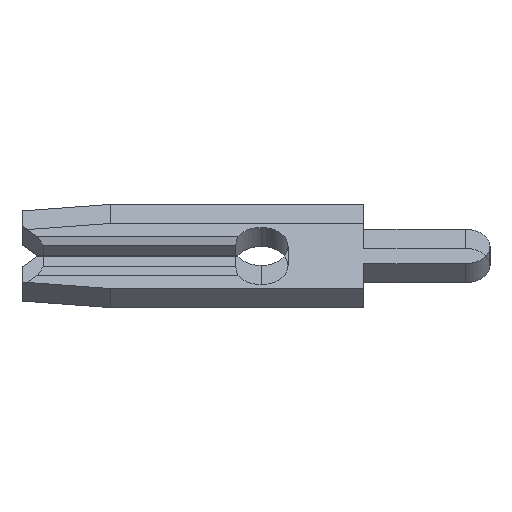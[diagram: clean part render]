
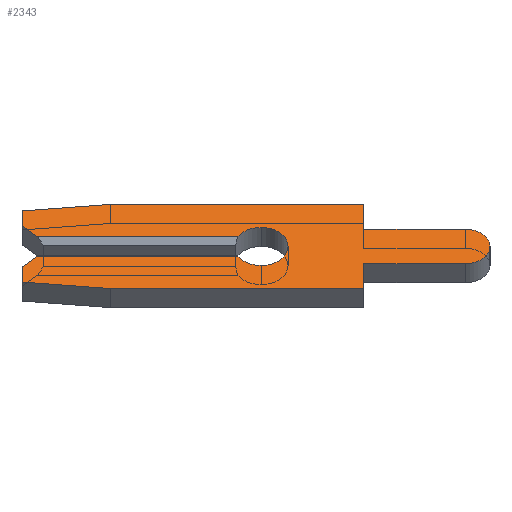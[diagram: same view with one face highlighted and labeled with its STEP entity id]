
A CAD part, left-side view. The second image highlights one B-rep face of the part: STEP entity #2343.
In plain terms, the highlighted face is planar.
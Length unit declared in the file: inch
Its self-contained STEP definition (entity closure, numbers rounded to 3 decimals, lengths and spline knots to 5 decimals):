
#4 = VECTOR ( 'NONE', #55, 39.37008 ) ;
#24 = EDGE_CURVE ( 'NONE', #234, #2246, #857, .T. ) ;
#43 = EDGE_CURVE ( 'NONE', #660, #290, #354, .T. ) ;
#55 = DIRECTION ( 'NONE',  ( 0., -0.995, 0.105 ) ) ;
#75 = DIRECTION ( 'NONE',  ( 1., 0., 0. ) ) ;
#83 = CARTESIAN_POINT ( 'NONE',  ( -0.013, 0., 0. ) ) ;
#87 = ORIENTED_EDGE ( 'NONE', *, *, #966, .F. ) ;
#104 = CARTESIAN_POINT ( 'NONE',  ( -0.013, -0.099, -0.0575 ) ) ;
#107 = EDGE_CURVE ( 'NONE', #290, #2182, #338, .T. ) ;
#119 = ORIENTED_EDGE ( 'NONE', *, *, #107, .F. ) ;
#152 = CARTESIAN_POINT ( 'NONE',  ( -0.013, 0.231, 0.04857 ) ) ;
#169 = VERTEX_POINT ( 'NONE', #2535 ) ;
#177 = CARTESIAN_POINT ( 'NONE',  ( -0.013, -0.099, 0.0235 ) ) ;
#193 = ORIENTED_EDGE ( 'NONE', *, *, #2415, .F. ) ;
#194 = CIRCLE ( 'NONE', #716, 0.026 ) ;
#211 = LINE ( 'NONE', #1962, #767 ) ;
#234 = VERTEX_POINT ( 'NONE', #240 ) ;
#240 = CARTESIAN_POINT ( 'NONE',  ( -0.013, 0.146, -0.0575 ) ) ;
#242 = LINE ( 'NONE', #929, #2231 ) ;
#262 = ORIENTED_EDGE ( 'NONE', *, *, #615, .F. ) ;
#281 = VECTOR ( 'NONE', #613, 39.37008 ) ;
#290 = VERTEX_POINT ( 'NONE', #1975 ) ;
#297 = VERTEX_POINT ( 'NONE', #1606 ) ;
#304 = EDGE_CURVE ( 'NONE', #1016, #574, #1368, .T. ) ;
#310 = CARTESIAN_POINT ( 'NONE',  ( -0.013, 0.146, 0.0575 ) ) ;
#316 = PLANE ( 'NONE',  #851 ) ;
#338 = CIRCLE ( 'NONE', #349, 0.0235 ) ;
#348 = EDGE_CURVE ( 'NONE', #793, #1602, #1564, .T. ) ;
#349 = AXIS2_PLACEMENT_3D ( 'NONE', #890, #1503, #465 ) ;
#354 = LINE ( 'NONE', #2618, #1913 ) ;
#362 = CARTESIAN_POINT ( 'NONE',  ( -0.013, 0.231, 0.013 ) ) ;
#386 = ORIENTED_EDGE ( 'NONE', *, *, #304, .T. ) ;
#429 = DIRECTION ( 'NONE',  ( 0., 0., 1. ) ) ;
#436 = VECTOR ( 'NONE', #1886, 39.37008 ) ;
#465 = DIRECTION ( 'NONE',  ( 0., 0., 1. ) ) ;
#511 = VECTOR ( 'NONE', #429, 39.37008 ) ;
#545 = VECTOR ( 'NONE', #2380, 39.37008 ) ;
#549 = CARTESIAN_POINT ( 'NONE',  ( -0.013, 0., -0.026 ) ) ;
#574 = VERTEX_POINT ( 'NONE', #2364 ) ;
#613 = DIRECTION ( 'NONE',  ( 0., 0.707, 0.707 ) ) ;
#614 = LINE ( 'NONE', #2148, #4 ) ;
#615 = EDGE_CURVE ( 'NONE', #2182, #169, #242, .T. ) ;
#630 = ORIENTED_EDGE ( 'NONE', *, *, #1814, .F. ) ;
#646 = CARTESIAN_POINT ( 'NONE',  ( -0.013, 0.231, -0.028 ) ) ;
#655 = VERTEX_POINT ( 'NONE', #770 ) ;
#660 = VERTEX_POINT ( 'NONE', #177 ) ;
#665 = VECTOR ( 'NONE', #2099, 39.37008 ) ;
#677 = EDGE_CURVE ( 'NONE', #843, #2483, #211, .T. ) ;
#716 = AXIS2_PLACEMENT_3D ( 'NONE', #1630, #1416, #2002 ) ;
#736 = VECTOR ( 'NONE', #1715, 39.37008 ) ;
#737 = CARTESIAN_POINT ( 'NONE',  ( -0.013, 0.231, -0.04857 ) ) ;
#738 = FACE_OUTER_BOUND ( 'NONE', #1271, .T. ) ;
#740 = CARTESIAN_POINT ( 'NONE',  ( -0.013, -0.1975, -0.0235 ) ) ;
#767 = VECTOR ( 'NONE', #1642, 39.37008 ) ;
#770 = CARTESIAN_POINT ( 'NONE',  ( -0.013, 0.146, 0.0575 ) ) ;
#793 = VERTEX_POINT ( 'NONE', #1020 ) ;
#799 = LINE ( 'NONE', #1110, #736 ) ;
#843 = VERTEX_POINT ( 'NONE', #1652 ) ;
#851 = AXIS2_PLACEMENT_3D ( 'NONE', #1385, #75, #1345 ) ;
#857 = LINE ( 'NONE', #1688, #665 ) ;
#883 = EDGE_CURVE ( 'NONE', #1016, #843, #1402, .T. ) ;
#887 = ORIENTED_EDGE ( 'NONE', *, *, #2122, .F. ) ;
#890 = CARTESIAN_POINT ( 'NONE',  ( -0.013, -0.1975, 0. ) ) ;
#893 = LINE ( 'NONE', #1695, #924 ) ;
#924 = VECTOR ( 'NONE', #1075, 39.37008 ) ;
#925 = DIRECTION ( 'NONE',  ( 0., 0., -1. ) ) ;
#929 = CARTESIAN_POINT ( 'NONE',  ( -0.013, -0.099, -0.0235 ) ) ;
#934 = CARTESIAN_POINT ( 'NONE',  ( -0.013, 0., -0.013 ) ) ;
#966 = EDGE_CURVE ( 'NONE', #2246, #1126, #1689, .T. ) ;
#987 = LINE ( 'NONE', #1257, #436 ) ;
#1002 = LINE ( 'NONE', #2125, #1071 ) ;
#1016 = VERTEX_POINT ( 'NONE', #2075 ) ;
#1020 = CARTESIAN_POINT ( 'NONE',  ( -0.013, 0.216, -0.013 ) ) ;
#1033 = CIRCLE ( 'NONE', #1476, 0.026 ) ;
#1071 = VECTOR ( 'NONE', #1132, 39.37008 ) ;
#1075 = DIRECTION ( 'NONE',  ( 0., 0., -1. ) ) ;
#1110 = CARTESIAN_POINT ( 'NONE',  ( -0.013, -0.099, 0.0575 ) ) ;
#1126 = VERTEX_POINT ( 'NONE', #646 ) ;
#1132 = DIRECTION ( 'NONE',  ( 0., -0.707, 0.707 ) ) ;
#1243 = DIRECTION ( 'NONE',  ( 0., -1., 0. ) ) ;
#1245 = EDGE_CURVE ( 'NONE', #2301, #234, #987, .T. ) ;
#1257 = CARTESIAN_POINT ( 'NONE',  ( -0.013, 0.146, -0.0575 ) ) ;
#1271 = EDGE_LOOP ( 'NONE', ( #386, #1964, #2112, #193, #1895, #630, #87, #2611, #1730, #1667, #262, #119, #1702, #2363, #887, #2453, #2220, #2077 ) ) ;
#1286 = CARTESIAN_POINT ( 'NONE',  ( -0.013, -0.099, 0.0575 ) ) ;
#1337 = VECTOR ( 'NONE', #2023, 39.37008 ) ;
#1345 = DIRECTION ( 'NONE',  ( 0., 0., -1. ) ) ;
#1368 = LINE ( 'NONE', #362, #1337 ) ;
#1385 = CARTESIAN_POINT ( 'NONE',  ( -0.013, 0., 0. ) ) ;
#1391 = EDGE_CURVE ( 'NONE', #169, #2301, #893, .T. ) ;
#1402 = LINE ( 'NONE', #1633, #281 ) ;
#1407 = CARTESIAN_POINT ( 'NONE',  ( -0.013, 0., 0. ) ) ;
#1416 = DIRECTION ( 'NONE',  ( -1., 0., 0. ) ) ;
#1432 = VECTOR ( 'NONE', #1954, 39.37008 ) ;
#1476 = AXIS2_PLACEMENT_3D ( 'NONE', #83, #2374, #925 ) ;
#1503 = DIRECTION ( 'NONE',  ( 1., 0., 0. ) ) ;
#1540 = VERTEX_POINT ( 'NONE', #1286 ) ;
#1564 = LINE ( 'NONE', #934, #1432 ) ;
#1602 = VERTEX_POINT ( 'NONE', #1871 ) ;
#1606 = CARTESIAN_POINT ( 'NONE',  ( -0.013, 0., 0.026 ) ) ;
#1630 = CARTESIAN_POINT ( 'NONE',  ( -0.013, 0., 0. ) ) ;
#1633 = CARTESIAN_POINT ( 'NONE',  ( -0.013, 0.2105, 0.0075 ) ) ;
#1642 = DIRECTION ( 'NONE',  ( 0., 0., 1. ) ) ;
#1652 = CARTESIAN_POINT ( 'NONE',  ( -0.013, 0.231, 0.028 ) ) ;
#1667 = ORIENTED_EDGE ( 'NONE', *, *, #1391, .F. ) ;
#1688 = CARTESIAN_POINT ( 'NONE',  ( -0.013, 0.231, -0.04857 ) ) ;
#1689 = LINE ( 'NONE', #2306, #511 ) ;
#1695 = CARTESIAN_POINT ( 'NONE',  ( -0.013, -0.099, -0.0575 ) ) ;
#1702 = ORIENTED_EDGE ( 'NONE', *, *, #43, .F. ) ;
#1715 = DIRECTION ( 'NONE',  ( 0., 0., -1. ) ) ;
#1730 = ORIENTED_EDGE ( 'NONE', *, *, #1245, .F. ) ;
#1814 = EDGE_CURVE ( 'NONE', #1126, #793, #1002, .T. ) ;
#1826 = DIRECTION ( 'NONE',  ( -1., 0., 0. ) ) ;
#1831 = EDGE_CURVE ( 'NONE', #2483, #655, #614, .T. ) ;
#1864 = AXIS2_PLACEMENT_3D ( 'NONE', #1407, #1826, #2467 ) ;
#1871 = CARTESIAN_POINT ( 'NONE',  ( -0.013, 0.02252, -0.013 ) ) ;
#1875 = EDGE_CURVE ( 'NONE', #1540, #660, #799, .T. ) ;
#1886 = DIRECTION ( 'NONE',  ( 0., 1., 0. ) ) ;
#1895 = ORIENTED_EDGE ( 'NONE', *, *, #348, .F. ) ;
#1913 = VECTOR ( 'NONE', #1243, 39.37008 ) ;
#1954 = DIRECTION ( 'NONE',  ( 0., -1., 0. ) ) ;
#1962 = CARTESIAN_POINT ( 'NONE',  ( -0.013, 0.231, 0.028 ) ) ;
#1964 = ORIENTED_EDGE ( 'NONE', *, *, #2157, .F. ) ;
#1975 = CARTESIAN_POINT ( 'NONE',  ( -0.013, -0.1975, 0.0235 ) ) ;
#2002 = DIRECTION ( 'NONE',  ( 0., 0., -1. ) ) ;
#2023 = DIRECTION ( 'NONE',  ( 0., -1., 0. ) ) ;
#2075 = CARTESIAN_POINT ( 'NONE',  ( -0.013, 0.216, 0.013 ) ) ;
#2077 = ORIENTED_EDGE ( 'NONE', *, *, #883, .F. ) ;
#2099 = DIRECTION ( 'NONE',  ( 0., 0.995, 0.105 ) ) ;
#2112 = ORIENTED_EDGE ( 'NONE', *, *, #2562, .F. ) ;
#2122 = EDGE_CURVE ( 'NONE', #655, #1540, #2260, .T. ) ;
#2125 = CARTESIAN_POINT ( 'NONE',  ( -0.013, 0.2105, -0.0075 ) ) ;
#2140 = CIRCLE ( 'NONE', #1864, 0.026 ) ;
#2148 = CARTESIAN_POINT ( 'NONE',  ( -0.013, 0.231, 0.04857 ) ) ;
#2157 = EDGE_CURVE ( 'NONE', #297, #574, #1033, .T. ) ;
#2158 = VERTEX_POINT ( 'NONE', #549 ) ;
#2182 = VERTEX_POINT ( 'NONE', #740 ) ;
#2220 = ORIENTED_EDGE ( 'NONE', *, *, #677, .F. ) ;
#2231 = VECTOR ( 'NONE', #2564, 39.37008 ) ;
#2246 = VERTEX_POINT ( 'NONE', #737 ) ;
#2260 = LINE ( 'NONE', #310, #545 ) ;
#2301 = VERTEX_POINT ( 'NONE', #104 ) ;
#2306 = CARTESIAN_POINT ( 'NONE',  ( -0.013, 0.231, -0.028 ) ) ;
#2343 = ADVANCED_FACE ( 'NONE', ( #738 ), #316, .F. ) ;
#2363 = ORIENTED_EDGE ( 'NONE', *, *, #1875, .F. ) ;
#2364 = CARTESIAN_POINT ( 'NONE',  ( -0.013, 0.02252, 0.013 ) ) ;
#2374 = DIRECTION ( 'NONE',  ( -1., 0., 0. ) ) ;
#2380 = DIRECTION ( 'NONE',  ( 0., -1., 0. ) ) ;
#2415 = EDGE_CURVE ( 'NONE', #1602, #2158, #194, .T. ) ;
#2453 = ORIENTED_EDGE ( 'NONE', *, *, #1831, .F. ) ;
#2467 = DIRECTION ( 'NONE',  ( 0., 0., -1. ) ) ;
#2483 = VERTEX_POINT ( 'NONE', #152 ) ;
#2535 = CARTESIAN_POINT ( 'NONE',  ( -0.013, -0.099, -0.0235 ) ) ;
#2562 = EDGE_CURVE ( 'NONE', #2158, #297, #2140, .T. ) ;
#2564 = DIRECTION ( 'NONE',  ( 0., 1., 0. ) ) ;
#2611 = ORIENTED_EDGE ( 'NONE', *, *, #24, .F. ) ;
#2618 = CARTESIAN_POINT ( 'NONE',  ( -0.013, -0.099, 0.0235 ) ) ;
